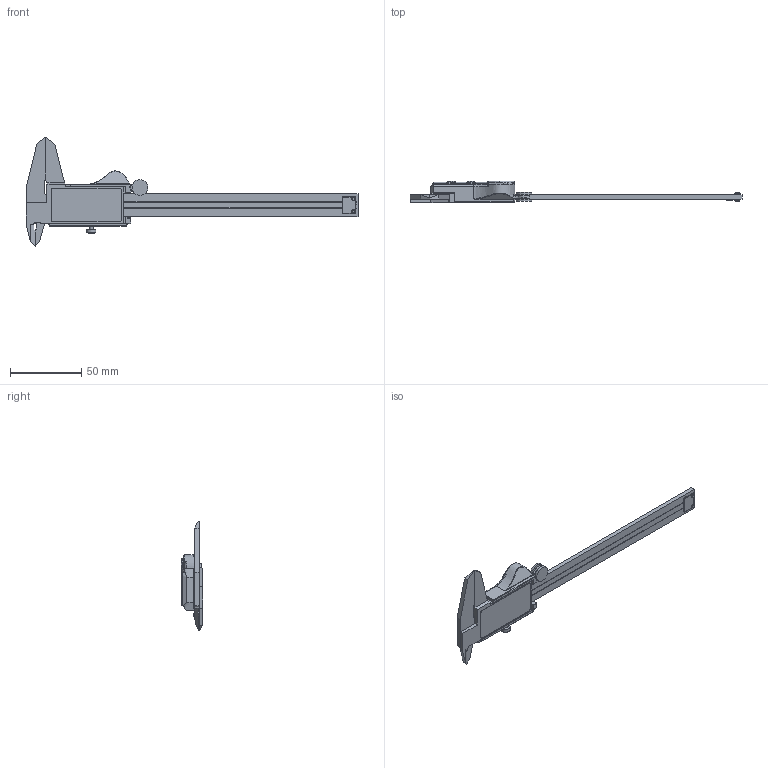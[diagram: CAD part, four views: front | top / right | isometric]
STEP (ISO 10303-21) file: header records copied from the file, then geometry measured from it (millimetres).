
FILE_DESCRIPTION(/* description */ (''),/* implementation_level */ '2;1');
FILE_NAME(/* name */ 'Mitutoyo Caliper_v55.step',/* time_stamp */ '2020-09-23T18:23:25-07:00',/* author */ (''),/* organization */ (''),/* preprocessor_version */ 'ST-DEVELOPER v18.1',/* originating_system */ 'Autodesk Translation Framework v9.3.0.1241',/* authorisation */ '');
FILE_SCHEMA (('AUTOMOTIVE_DESIGN { 1 0 10303 214 3 1 1 }'));
Length unit declared in the file: inch
Products named in the file (10): Mitutoyo Caliper; Component2; Component3; Component4; Component5; Component9; Component10; Component1; Component6; Component7
Assembly tree (9 placements, depth 3):
  Mitutoyo Caliper
    Component2
      Component3
      Component4
      Component5
      Component9
      Component10
    Component1
      Component6
      Component7
Bounding box: 233.36 x 15.34 x 76.99 mm (x, y, z)
Volume: 37898.1 mm3; surface area: 36187 mm2
Topology: 7 solids, 7 shells, 358 faces, 895 edges, 558 vertices
Faces by surface type: plane 174, cylinder 111, bspline 50, torus 21, sphere 2
Full cylindrical faces by diameter (mm): 2.381 x3, 2.54 x4, 3.175 x1, 4.762 x1, 6.35 x1, 11.112 x2
Entity records: 12906 total; most frequent: CARTESIAN_POINT 4276, ORIENTED_EDGE 1780, DIRECTION 1674, EDGE_CURVE 890, AXIS2_PLACEMENT_3D 567, VERTEX_POINT 558, LINE 540, VECTOR 540
